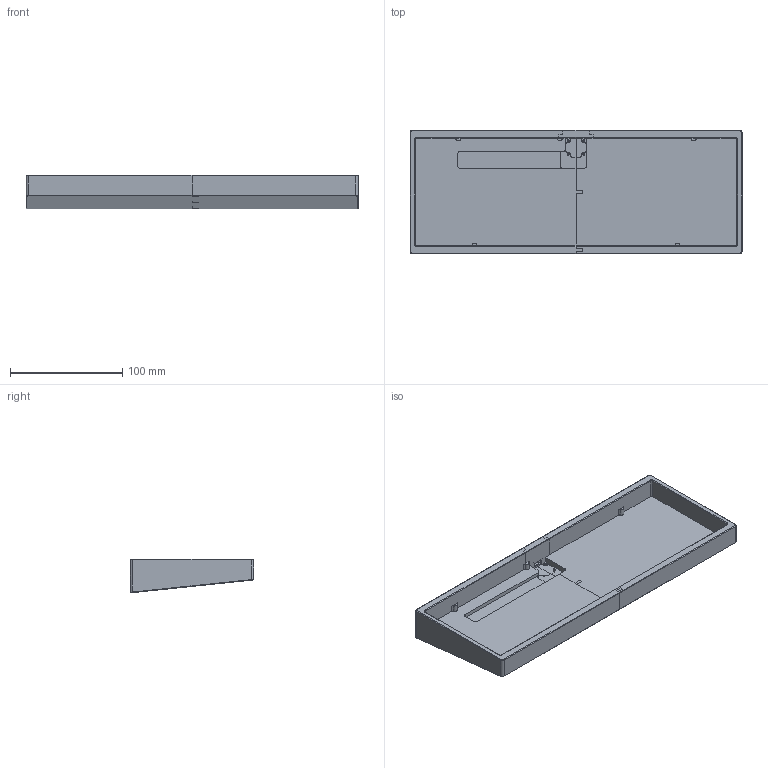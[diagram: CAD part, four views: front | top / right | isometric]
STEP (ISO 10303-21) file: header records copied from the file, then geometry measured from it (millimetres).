
FILE_DESCRIPTION(/* description */ (''),/* implementation_level */ '2;1');
FILE_NAME(/* name */ 'bakeneko-60-pla-splitted.step',/* time_stamp */ '2022-07-30T19:30:35+02:00',/* author */ (''),/* organization */ (''),/* preprocessor_version */ 'ST-DEVELOPER v19',/* originating_system */ 'Autodesk Translation Framework v11.7.0.108',/* authorisation */ '');
FILE_SCHEMA (('AUTOMOTIVE_DESIGN { 1 0 10303 214 3 1 1 }'));
Length unit declared in the file: millimetre
Products named in the file (1): bakeneko-60-pla-splitted
Bounding box: 295.7 x 110.2 x 29.99 mm (x, y, z)
Volume: 293771.5 mm3; surface area: 103053.3 mm2
Topology: 3 solids, 3 shells, 197 faces, 532 edges, 342 vertices
Faces by surface type: plane 126, cylinder 51, cone 16, bspline 4
Full cylindrical faces by diameter (mm): 1.6 x4
Entity records: 6574 total; most frequent: CARTESIAN_POINT 1536, ORIENTED_EDGE 1056, DIRECTION 1018, EDGE_CURVE 528, LINE 410, VECTOR 410, VERTEX_POINT 342, AXIS2_PLACEMENT_3D 304
